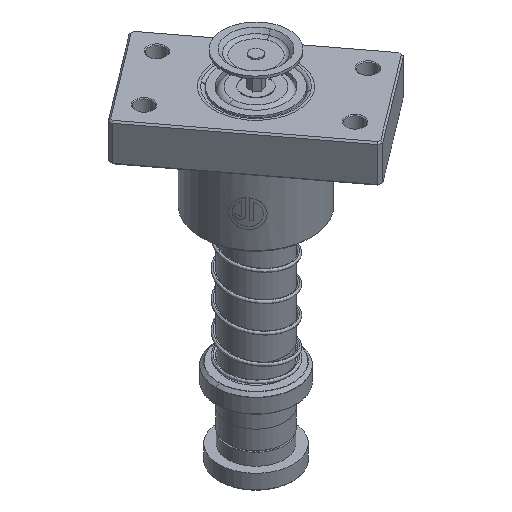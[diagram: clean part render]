
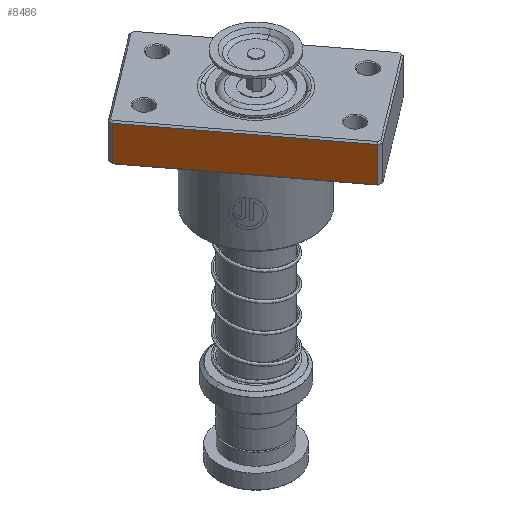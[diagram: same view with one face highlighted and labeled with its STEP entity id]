
A CAD part, isometric view. The second image highlights one B-rep face of the part: STEP entity #8486.
In plain terms, the highlighted face is planar.
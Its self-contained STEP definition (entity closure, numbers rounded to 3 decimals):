
#2194 = LINE ( 'NONE', #37844, #15409 ) ;
#5762 = CARTESIAN_POINT ( 'NONE',  ( -63., 37.5, 25. ) ) ;
#6013 = DIRECTION ( 'NONE',  ( 0., 0., -1. ) ) ;
#7311 = LINE ( 'NONE', #13118, #15482 ) ;
#8302 = AXIS2_PLACEMENT_3D ( 'NONE', #30047, #46123, #21612 ) ;
#8486 = ADVANCED_FACE ( 'NONE', ( #24985 ), #29004, .F. ) ;
#8735 = VERTEX_POINT ( 'NONE', #23723 ) ;
#10446 = EDGE_CURVE ( 'NONE', #42337, #8735, #2194, .T. ) ;
#12088 = EDGE_CURVE ( 'NONE', #31136, #37660, #23484, .T. ) ;
#13118 = CARTESIAN_POINT ( 'NONE',  ( 63., 37.5, 24. ) ) ;
#15409 = VECTOR ( 'NONE', #6013, 1000. ) ;
#15482 = VECTOR ( 'NONE', #29453, 1000. ) ;
#15908 = ORIENTED_EDGE ( 'NONE', *, *, #12088, .F. ) ;
#17477 = VECTOR ( 'NONE', #23877, 1000. ) ;
#18812 = ORIENTED_EDGE ( 'NONE', *, *, #22233, .T. ) ;
#21612 = DIRECTION ( 'NONE',  ( 0., 0., -1. ) ) ;
#22233 = EDGE_CURVE ( 'NONE', #8735, #37660, #28177, .T. ) ;
#23350 = CARTESIAN_POINT ( 'NONE',  ( -63., 37.5, 1. ) ) ;
#23484 = LINE ( 'NONE', #5762, #27258 ) ;
#23723 = CARTESIAN_POINT ( 'NONE',  ( 63., 37.5, 1. ) ) ;
#23877 = DIRECTION ( 'NONE',  ( -1., 0., 0. ) ) ;
#24985 = FACE_OUTER_BOUND ( 'NONE', #46327, .T. ) ;
#27258 = VECTOR ( 'NONE', #38469, 1000. ) ;
#28177 = LINE ( 'NONE', #23350, #17477 ) ;
#28591 = ORIENTED_EDGE ( 'NONE', *, *, #37809, .T. ) ;
#29004 = PLANE ( 'NONE',  #8302 ) ;
#29453 = DIRECTION ( 'NONE',  ( 1., 0., 0. ) ) ;
#30047 = CARTESIAN_POINT ( 'NONE',  ( -63., 37.5, 25. ) ) ;
#31136 = VERTEX_POINT ( 'NONE', #51313 ) ;
#31193 = CARTESIAN_POINT ( 'NONE',  ( 63., 37.5, 24. ) ) ;
#37660 = VERTEX_POINT ( 'NONE', #48559 ) ;
#37809 = EDGE_CURVE ( 'NONE', #31136, #42337, #7311, .T. ) ;
#37844 = CARTESIAN_POINT ( 'NONE',  ( 63., 37.5, 25. ) ) ;
#38469 = DIRECTION ( 'NONE',  ( 0., 0., -1. ) ) ;
#41513 = ORIENTED_EDGE ( 'NONE', *, *, #10446, .T. ) ;
#42337 = VERTEX_POINT ( 'NONE', #31193 ) ;
#46123 = DIRECTION ( 'NONE',  ( 0., -1., 0. ) ) ;
#46327 = EDGE_LOOP ( 'NONE', ( #41513, #18812, #15908, #28591 ) ) ;
#48559 = CARTESIAN_POINT ( 'NONE',  ( -63., 37.5, 1. ) ) ;
#51313 = CARTESIAN_POINT ( 'NONE',  ( -63., 37.5, 24. ) ) ;
